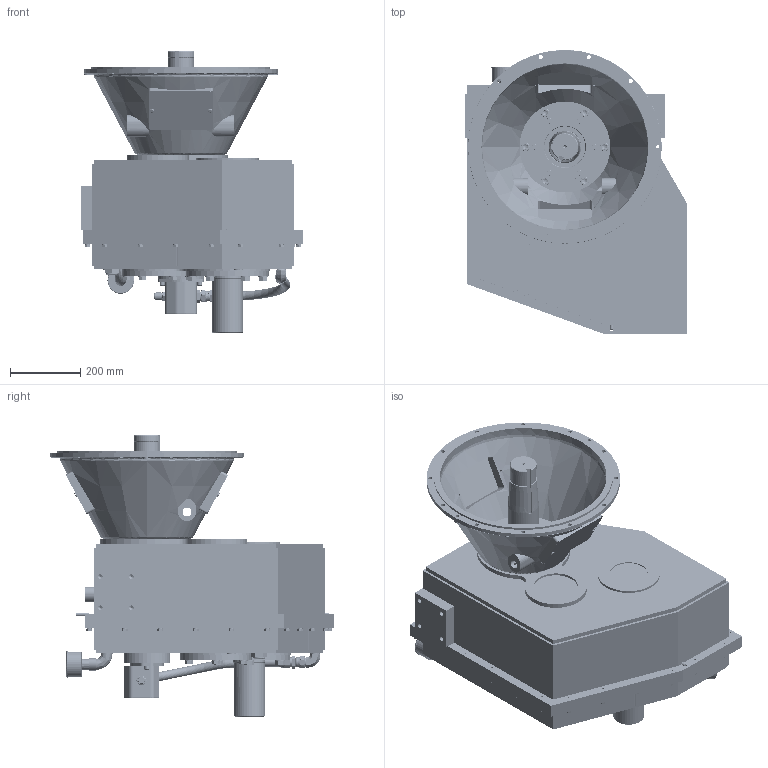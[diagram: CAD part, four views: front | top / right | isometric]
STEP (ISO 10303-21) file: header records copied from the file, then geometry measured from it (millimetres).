
FILE_DESCRIPTION (( 'STEP AP214' ), '1' );
FILE_NAME ('D177E510001.STEP', '2017-09-06T18:54:44', ( 'MikeMihajlovic' ), ( 'Microsoft' ), 'SwSTEP 2.0', 'SolidWorks 2017', '' );
FILE_SCHEMA (( 'AUTOMOTIVE_DESIGN' ));
Length unit declared in the file: inch
Products named in the file (54): RHCS25-20X50_2; SHK22705; CV-7_25X5_0_1; SHK22707; D177E510001; SHCS_25-20X1_00_16; SHK22720; D144088_16; SHCS_62-11X1_50; SHCS_38-16X1_00_18; HHCSZ_38-16X1_25_23; STC10F5OX-S_3; LWZ_38_42; HA-12-12-12-14_D177E510001; LPPGP505-10CW_13; PPSKG_250-18_3; 20621-12-12; OS3_625-41; HHCSZ_50-13X1_5_1; .75IDX12_D177E510001_OUTPUT; D177012; LWZ_50_18; CL-SP214-MBR; D177015_1; STC12F5OX-S_3; DS90081A106_46; D177008; HHCSZ_62-11X1_75; NP266409-1_39; D177011; LWZ_62_2; DWL_38X1_50_10; D177007; ME12-CTX-S_15; HHCSZ_38-16X1_5_3; D177013; PPSKM_750-14_3; SHK21505_1; D177010; PPSKG_750-14_3 ...
Assembly tree (159 placements, depth 3):
  D177E510001
    D177001
    D177002
    D177009
    D17-1-SP214_2
    D177006
    D177010
    D177013
    D177007
    D177011
    D177008
    D177015_1
    D177012
    OS3_625-41  x2
    LPPGP505-10CW_13
    STC10F5OX-S_3
    SHCS_38-16X1_00_18  x6
    D144088_16
    SHCS_25-20X1_00_16  x2
    CV-7_25X5_0_1  x2
    RHCS25-20X50_2  x4
    EL1-11_5NPTST_3
    AVBF-16_18
    PPSKG1_00-11_5_22
    SGBW-10-04043_2
    PPSKG_750-14_3
    PPSKM_750-14_3
    ME12-CTX-S_15
    LWZ_62_2  x6
    HHCSZ_62-11X1_75  x6
    STC12F5OX-S_3
    LWZ_50_18  x6
    HHCSZ_50-13X1_5_1  x6
    PPSKG_250-18_3
    LWZ_38_42  x29
    HHCSZ_38-16X1_25_23  x6
    SHCS_62-11X1_50  x6
    SHK22720
    SHK22707  x3
    SHK22705  x3
    SHK22420_2
    SHK22407_2  x3
    SHK22405_2  x3
    SHK21520_1
    SHK21507_1  x3
    SHK21505_1  x3
    HHCSZ_38-16X1_5_3  x23
    DWL_38X1_50_10  x2
    NP266409-1_39
    DS90081A106_46  x2
    CL-SP214-MBR
    HA-12-12-12-14_D177E510001
      .75IDX12_D177E510001_OUTPUT
      20621-12-12  x2
Bounding box: 635 x 809.62 x 802.52 mm (x, y, z)
Volume: 1420185.8 mm3; surface area: 5782563.1 mm2
Topology: 89 solids, 307 shells, 5534 faces, 14089 edges, 9150 vertices
Faces by surface type: cylinder 2523, plane 2145, cone 534, bspline 312, torus 20
Full cylindrical faces by diameter (mm): 19.685 x1
Entity records: 180781 total; most frequent: CARTESIAN_POINT 63922, DIRECTION 23625, ORIENTED_EDGE 23579, EDGE_CURVE 11995, AXIS2_PLACEMENT_3D 8784, VERTEX_POINT 7869, VECTOR 6057, LINE 6057
